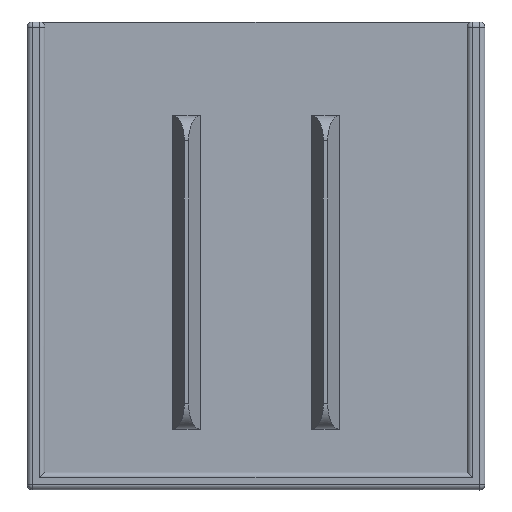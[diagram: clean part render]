
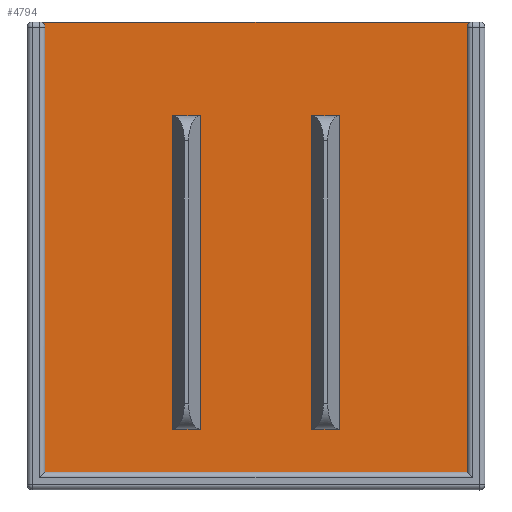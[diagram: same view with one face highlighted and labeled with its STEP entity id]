
A CAD part, top view. The second image highlights one B-rep face of the part: STEP entity #4794.
In plain terms, the highlighted planar face has unit normal (0, 0, 1).
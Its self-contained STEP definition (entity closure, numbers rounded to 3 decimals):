
#237=DIRECTION('',(-1.,0.,0.));
#238=VECTOR('',#237,17.1);
#239=CARTESIAN_POINT('',(8.55,9.25,1.3));
#240=LINE('',#239,#238);
#1782=CARTESIAN_POINT('',(8.55,9.05,1.3));
#1783=DIRECTION('',(0.,0.,1.));
#1784=DIRECTION('',(0.,1.,0.));
#1785=AXIS2_PLACEMENT_3D('',#1782,#1783,#1784);
#1790=DIRECTION('',(0.,-1.,0.));
#1791=VECTOR('',#1790,17.6);
#1792=CARTESIAN_POINT('',(8.35,9.05,1.3));
#1793=LINE('',#1792,#1791);
#1797=DIRECTION('',(-1.,0.,0.));
#1798=VECTOR('',#1797,16.7);
#1799=CARTESIAN_POINT('',(8.35,-8.55,1.3));
#1800=LINE('',#1799,#1798);
#1804=CARTESIAN_POINT('',(-8.55,9.05,1.3));
#1805=DIRECTION('',(0.,0.,1.));
#1806=DIRECTION('',(1.,0.,0.));
#1807=AXIS2_PLACEMENT_3D('',#1804,#1805,#1806);
#1812=DIRECTION('',(0.,1.,0.));
#1813=VECTOR('',#1812,12.4);
#1814=CARTESIAN_POINT('',(-2.2,-6.85,1.3));
#1815=LINE('',#1814,#1813);
#1819=DIRECTION('',(-1.,0.,0.));
#1820=VECTOR('',#1819,1.1);
#1821=CARTESIAN_POINT('',(-2.2,5.55,1.3));
#1822=LINE('',#1821,#1820);
#1826=DIRECTION('',(0.,-1.,0.));
#1827=VECTOR('',#1826,12.4);
#1828=CARTESIAN_POINT('',(-3.3,5.55,1.3));
#1829=LINE('',#1828,#1827);
#1833=DIRECTION('',(1.,0.,0.));
#1834=VECTOR('',#1833,1.1);
#1835=CARTESIAN_POINT('',(-3.3,-6.85,1.3));
#1836=LINE('',#1835,#1834);
#1840=DIRECTION('',(0.,-1.,0.));
#1841=VECTOR('',#1840,12.4);
#1842=CARTESIAN_POINT('',(2.2,5.55,1.3));
#1843=LINE('',#1842,#1841);
#1847=DIRECTION('',(1.,0.,0.));
#1848=VECTOR('',#1847,1.1);
#1849=CARTESIAN_POINT('',(2.2,-6.85,1.3));
#1850=LINE('',#1849,#1848);
#1854=DIRECTION('',(0.,1.,0.));
#1855=VECTOR('',#1854,12.4);
#1856=CARTESIAN_POINT('',(3.3,-6.85,1.3));
#1857=LINE('',#1856,#1855);
#1861=DIRECTION('',(-1.,0.,0.));
#1862=VECTOR('',#1861,1.1);
#1863=CARTESIAN_POINT('',(3.3,5.55,1.3));
#1864=LINE('',#1863,#1862);
#1882=DIRECTION('',(0.,-1.,0.));
#1883=VECTOR('',#1882,17.6);
#1884=CARTESIAN_POINT('',(-8.35,9.05,1.3));
#1885=LINE('',#1884,#1883);
#2190=CARTESIAN_POINT('',(8.55,9.25,1.3));
#2191=VERTEX_POINT('',#2190);
#2192=CARTESIAN_POINT('',(-8.55,9.25,1.3));
#2193=VERTEX_POINT('',#2192);
#2428=CARTESIAN_POINT('',(8.35,9.05,1.3));
#2429=VERTEX_POINT('',#2428);
#2430=CARTESIAN_POINT('',(8.35,-8.55,1.3));
#2431=VERTEX_POINT('',#2430);
#2432=CARTESIAN_POINT('',(-8.35,-8.55,1.3));
#2433=VERTEX_POINT('',#2432);
#2434=CARTESIAN_POINT('',(-8.35,9.05,1.3));
#2435=VERTEX_POINT('',#2434);
#2436=CARTESIAN_POINT('',(-2.2,-6.85,1.3));
#2437=CARTESIAN_POINT('',(-2.2,5.55,1.3));
#2438=VERTEX_POINT('',#2436);
#2439=VERTEX_POINT('',#2437);
#2440=CARTESIAN_POINT('',(-3.3,5.55,1.3));
#2441=VERTEX_POINT('',#2440);
#2442=CARTESIAN_POINT('',(-3.3,-6.85,1.3));
#2443=VERTEX_POINT('',#2442);
#2444=CARTESIAN_POINT('',(2.2,5.55,1.3));
#2445=CARTESIAN_POINT('',(2.2,-6.85,1.3));
#2446=VERTEX_POINT('',#2444);
#2447=VERTEX_POINT('',#2445);
#2448=CARTESIAN_POINT('',(3.3,-6.85,1.3));
#2449=VERTEX_POINT('',#2448);
#2450=CARTESIAN_POINT('',(3.3,5.55,1.3));
#2451=VERTEX_POINT('',#2450);
#4757=CARTESIAN_POINT('',(0.,0.,1.3));
#4758=DIRECTION('',(0.,0.,-1.));
#4759=DIRECTION('',(-1.,0.,0.));
#4760=AXIS2_PLACEMENT_3D('',#4757,#4758,#4759);
#4761=PLANE('',#4760);
#4762=ORIENTED_EDGE('',*,*,#2676,.F.);
#4763=ORIENTED_EDGE('',*,*,#4741,.T.);
#4765=ORIENTED_EDGE('',*,*,#4764,.T.);
#4767=ORIENTED_EDGE('',*,*,#4766,.T.);
#4769=ORIENTED_EDGE('',*,*,#4768,.F.);
#4771=ORIENTED_EDGE('',*,*,#4770,.T.);
#4772=EDGE_LOOP('',(#4762,#4763,#4765,#4767,#4769,#4771));
#4773=FACE_OUTER_BOUND('',#4772,.F.);
#4775=ORIENTED_EDGE('',*,*,#4774,.T.);
#4777=ORIENTED_EDGE('',*,*,#4776,.T.);
#4779=ORIENTED_EDGE('',*,*,#4778,.T.);
#4781=ORIENTED_EDGE('',*,*,#4780,.T.);
#4782=EDGE_LOOP('',(#4775,#4777,#4779,#4781));
#4783=FACE_BOUND('',#4782,.F.);
#4785=ORIENTED_EDGE('',*,*,#4784,.T.);
#4787=ORIENTED_EDGE('',*,*,#4786,.T.);
#4789=ORIENTED_EDGE('',*,*,#4788,.T.);
#4791=ORIENTED_EDGE('',*,*,#4790,.T.);
#4792=EDGE_LOOP('',(#4785,#4787,#4789,#4791));
#4793=FACE_BOUND('',#4792,.F.);
#1786=CIRCLE('',#1785,0.2);
#1808=CIRCLE('',#1807,0.2);
#2676=EDGE_CURVE('',#2191,#2193,#240,.T.);
#4741=EDGE_CURVE('',#2191,#2429,#1786,.T.);
#4764=EDGE_CURVE('',#2429,#2431,#1793,.T.);
#4766=EDGE_CURVE('',#2431,#2433,#1800,.T.);
#4768=EDGE_CURVE('',#2435,#2433,#1885,.T.);
#4770=EDGE_CURVE('',#2435,#2193,#1808,.T.);
#4774=EDGE_CURVE('',#2438,#2439,#1815,.T.);
#4776=EDGE_CURVE('',#2439,#2441,#1822,.T.);
#4778=EDGE_CURVE('',#2441,#2443,#1829,.T.);
#4780=EDGE_CURVE('',#2443,#2438,#1836,.T.);
#4784=EDGE_CURVE('',#2446,#2447,#1843,.T.);
#4786=EDGE_CURVE('',#2447,#2449,#1850,.T.);
#4788=EDGE_CURVE('',#2449,#2451,#1857,.T.);
#4790=EDGE_CURVE('',#2451,#2446,#1864,.T.);
#4794=ADVANCED_FACE('',(#4773,#4783,#4793),#4761,.F.);
